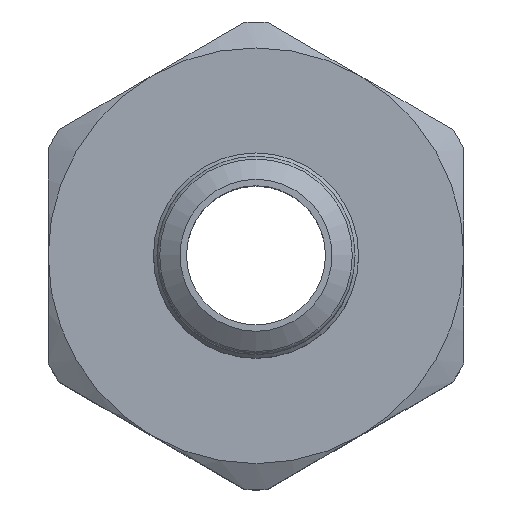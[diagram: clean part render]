
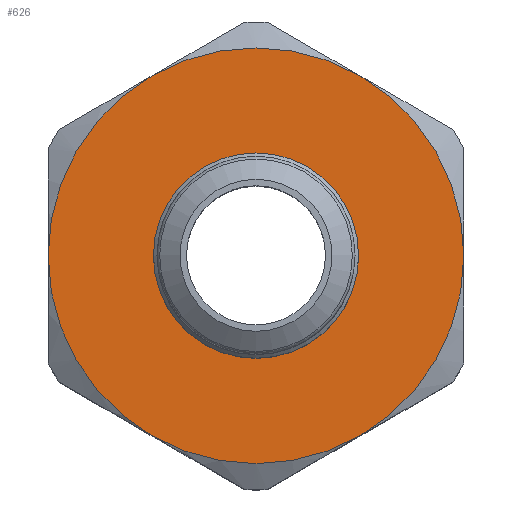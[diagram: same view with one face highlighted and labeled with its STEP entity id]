
A CAD part, top view. The second image highlights one B-rep face of the part: STEP entity #626.
In plain terms, the highlighted planar face has unit normal (0, 0, 1).
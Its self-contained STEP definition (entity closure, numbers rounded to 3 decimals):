
#54=FACE_BOUND('',#143,.T.);
#64=PLANE('',#728);
#99=FACE_OUTER_BOUND('',#142,.T.);
#142=EDGE_LOOP('',(#542,#543,#544,#545,#546,#547));
#143=EDGE_LOOP('',(#548));
#222=CIRCLE('',#698,16.);
#223=CIRCLE('',#700,16.);
#224=CIRCLE('',#702,16.);
#226=CIRCLE('',#705,16.);
#227=CIRCLE('',#707,16.);
#230=CIRCLE('',#711,16.);
#238=CIRCLE('',#729,7.9);
#268=VERTEX_POINT('',#1031);
#272=VERTEX_POINT('',#1047);
#275=VERTEX_POINT('',#1061);
#279=VERTEX_POINT('',#1080);
#281=VERTEX_POINT('',#1091);
#282=VERTEX_POINT('',#1098);
#293=VERTEX_POINT('',#1150);
#351=EDGE_CURVE('',#275,#279,#222,.T.);
#352=EDGE_CURVE('',#272,#275,#223,.T.);
#353=EDGE_CURVE('',#268,#272,#224,.T.);
#356=EDGE_CURVE('',#281,#268,#226,.T.);
#358=EDGE_CURVE('',#279,#282,#227,.T.);
#364=EDGE_CURVE('',#282,#281,#230,.T.);
#379=EDGE_CURVE('',#293,#293,#238,.T.);
#542=ORIENTED_EDGE('',*,*,#364,.T.);
#543=ORIENTED_EDGE('',*,*,#356,.T.);
#544=ORIENTED_EDGE('',*,*,#353,.T.);
#545=ORIENTED_EDGE('',*,*,#352,.T.);
#546=ORIENTED_EDGE('',*,*,#351,.T.);
#547=ORIENTED_EDGE('',*,*,#358,.T.);
#548=ORIENTED_EDGE('',*,*,#379,.T.);
#626=ADVANCED_FACE('',(#99,#54),#64,.F.);
#698=AXIS2_PLACEMENT_3D('',#1084,#837,#838);
#700=AXIS2_PLACEMENT_3D('',#1086,#841,#842);
#702=AXIS2_PLACEMENT_3D('',#1088,#845,#846);
#705=AXIS2_PLACEMENT_3D('',#1096,#851,#852);
#707=AXIS2_PLACEMENT_3D('',#1103,#855,#856);
#711=AXIS2_PLACEMENT_3D('',#1119,#863,#864);
#728=AXIS2_PLACEMENT_3D('',#1149,#904,#905);
#729=AXIS2_PLACEMENT_3D('',#1151,#906,#907);
#837=DIRECTION('center_axis',(0.,0.,1.));
#838=DIRECTION('ref_axis',(0.,1.,0.));
#841=DIRECTION('center_axis',(0.,0.,1.));
#842=DIRECTION('ref_axis',(0.,1.,0.));
#845=DIRECTION('center_axis',(0.,0.,1.));
#846=DIRECTION('ref_axis',(0.,1.,0.));
#851=DIRECTION('center_axis',(0.,0.,1.));
#852=DIRECTION('ref_axis',(0.,1.,0.));
#855=DIRECTION('center_axis',(0.,0.,1.));
#856=DIRECTION('ref_axis',(0.,1.,0.));
#863=DIRECTION('center_axis',(0.,0.,1.));
#864=DIRECTION('ref_axis',(0.,1.,0.));
#904=DIRECTION('center_axis',(0.,0.,-1.));
#905=DIRECTION('ref_axis',(-1.,0.,0.));
#906=DIRECTION('center_axis',(0.,0.,-1.));
#907=DIRECTION('ref_axis',(1.,0.,0.));
#1031=CARTESIAN_POINT('',(-16.,0.,19.7));
#1047=CARTESIAN_POINT('',(-8.,-13.856,19.7));
#1061=CARTESIAN_POINT('',(8.,-13.856,19.7));
#1080=CARTESIAN_POINT('',(16.,0.,19.7));
#1084=CARTESIAN_POINT('Origin',(0.,0.,19.7));
#1086=CARTESIAN_POINT('Origin',(0.,0.,19.7));
#1088=CARTESIAN_POINT('Origin',(0.,0.,19.7));
#1091=CARTESIAN_POINT('',(-8.,13.856,19.7));
#1096=CARTESIAN_POINT('Origin',(0.,0.,19.7));
#1098=CARTESIAN_POINT('',(8.,13.856,19.7));
#1103=CARTESIAN_POINT('Origin',(0.,0.,19.7));
#1119=CARTESIAN_POINT('Origin',(0.,0.,19.7));
#1149=CARTESIAN_POINT('Origin',(0.,7.9,19.7));
#1150=CARTESIAN_POINT('',(0.,-7.9,19.7));
#1151=CARTESIAN_POINT('Origin',(0.,0.,19.7));
